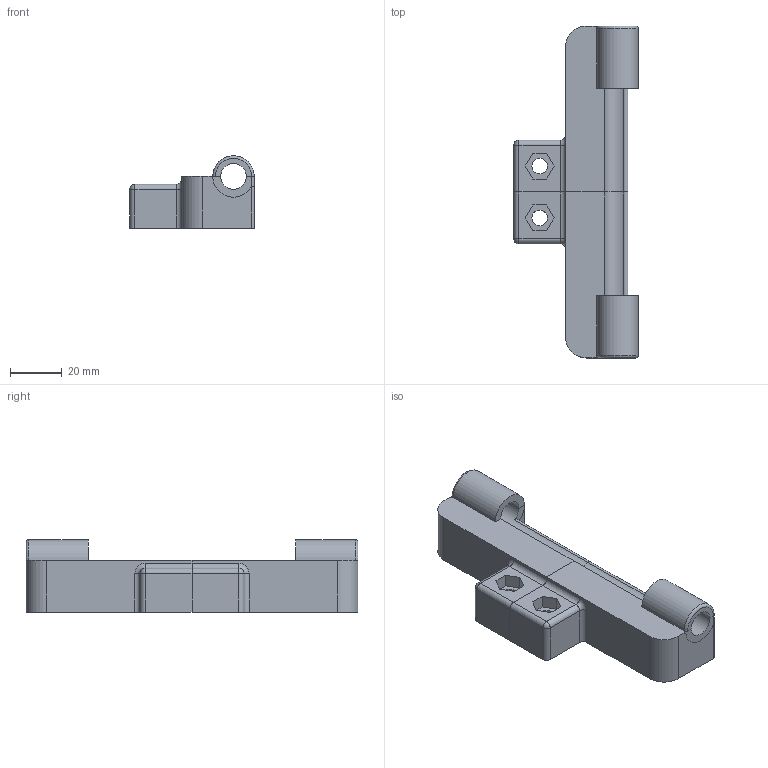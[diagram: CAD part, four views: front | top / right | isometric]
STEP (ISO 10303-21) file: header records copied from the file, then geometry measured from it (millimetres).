
FILE_DESCRIPTION(('FreeCAD Model'),'2;1');
FILE_NAME( 'VATHolder.step', '2015-03-24T13:30:41',('FreeCAD'),('FreeCAD'), 'Open CASCADE STEP processor 6.5','FreeCAD','Unknown');
FILE_SCHEMA(('AUTOMOTIVE_DESIGN_CC2 { 1 2 10303 214 -1 1 5 4 }'));
Length unit declared in the file: millimetre
Products named in the file (1): VATHolder
Bounding box: 48 x 128 x 28 mm (x, y, z)
Volume: 74790.4 mm3; surface area: 17474 mm2
Topology: 1 solids, 1 shells, 76 faces, 197 edges, 119 vertices
Faces by surface type: plane 44, cylinder 22, bspline 4, torus 4, sphere 2
Full cylindrical faces by diameter (mm): 6 x2, 10 x2
Entity records: 5104 total; most frequent: CARTESIAN_POINT 1204, DIRECTION 726, LINE 438, VECTOR 438, ORIENTED_EDGE 390, PCURVE 390, DEFINITIONAL_REPRESENTATION 390, EDGE_CURVE 195
